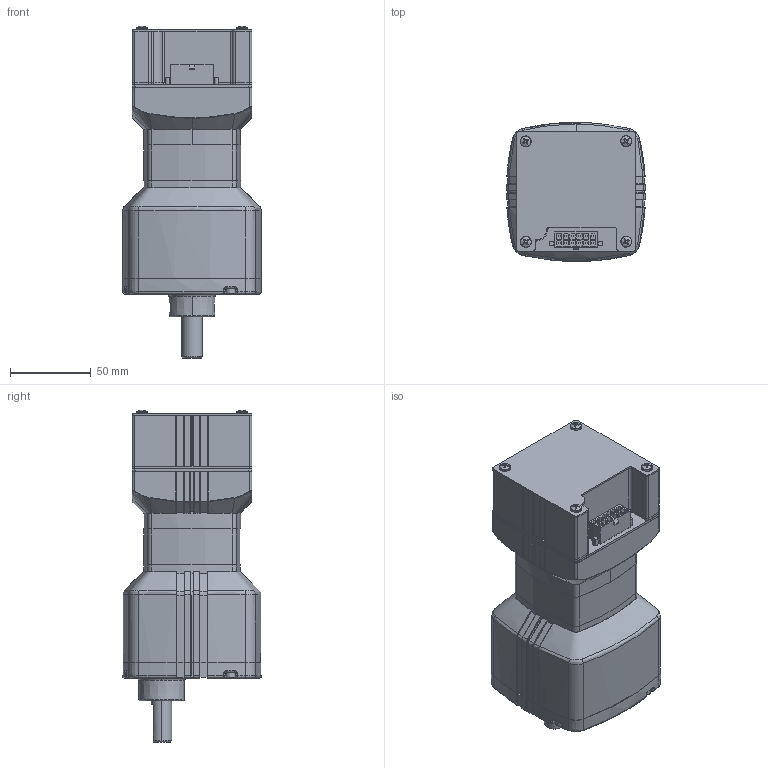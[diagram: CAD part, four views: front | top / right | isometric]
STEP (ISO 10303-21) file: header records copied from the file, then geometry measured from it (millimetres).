
FILE_DESCRIPTION (( 'STEP AP203' ), '1' );
FILE_NAME ('INFM0186.STEP', '2014-09-03T19:05:57', ( 'Sustem Administrator' ), ( 'Bodine Electric Company' ), 'SwSTEP 2.0', 'SolidWorks 2013', '' );
FILE_SCHEMA (( 'CONFIG_CONTROL_DESIGN' ));
Length unit declared in the file: inch
Products named in the file (12): 328AZ030_328AZ030; 431AZ001_431AZ001; 516AZ001_516AZ001; 451AZ001_451AZ001; 342AZ016_342AZ016; 53601001_53601001; 332AZ018_332AZ018; 541AA031_54100102; 238AZ008_238AZ008; INFM0186; 54100145_54100145; 118AZ008_118AZ008
Assembly tree (17 placements, depth 2):
  INFM0186
    342AZ016_342AZ016
    332AZ018_332AZ018
    238AZ008_238AZ008
    54100145_54100145  x4
    118AZ008_118AZ008
    328AZ030_328AZ030
    431AZ001_431AZ001
    516AZ001_516AZ001
    451AZ001_451AZ001
    53601001_53601001
    541AA031_54100102  x4
Bounding box: 86.5 x 86.19 x 206.21 mm (x, y, z)
Volume: 884756.9 mm3; surface area: 138457.5 mm2
Topology: 18 solids, 18 shells, 1482 faces, 3750 edges, 2345 vertices
Faces by surface type: plane 566, bspline 357, cylinder 299, cone 107, torus 105, sphere 48
Entity records: 50020 total; most frequent: CARTESIAN_POINT 19547, ORIENTED_EDGE 6474, DIRECTION 5560, EDGE_CURVE 3237, AXIS2_PLACEMENT_3D 2075, VERTEX_POINT 2024, VECTOR 1410, LINE 1410
